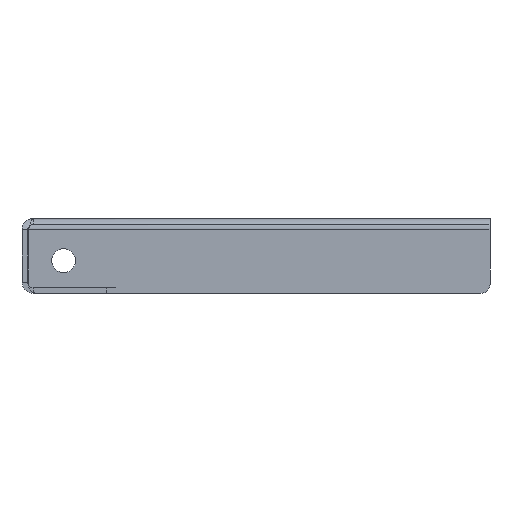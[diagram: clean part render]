
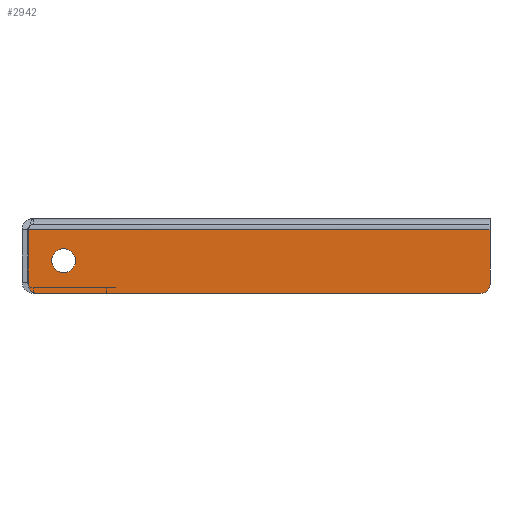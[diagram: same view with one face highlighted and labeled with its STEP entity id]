
A CAD part, front view. The second image highlights one B-rep face of the part: STEP entity #2942.
In plain terms, the highlighted planar face has unit normal (0, -1, 0).
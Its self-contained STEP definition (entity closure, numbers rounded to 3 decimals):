
#73=FACE_BOUND('',#425,.T.);
#94=PLANE('',#3228);
#216=FACE_OUTER_BOUND('',#424,.T.);
#424=EDGE_LOOP('',(#2369,#2370,#2371,#2372,#2373,#2374));
#425=EDGE_LOOP('',(#2375));
#733=LINE('',#5405,#1025);
#735=LINE('',#5410,#1027);
#738=LINE('',#5416,#1030);
#739=LINE('',#5420,#1031);
#1025=VECTOR('',#3871,1000.);
#1027=VECTOR('',#3877,1000.);
#1030=VECTOR('',#3882,1000.);
#1031=VECTOR('',#3885,1000.);
#1166=CIRCLE('',#3142,2.55);
#1227=CIRCLE('',#3229,2.);
#1228=CIRCLE('',#3230,2.);
#1342=VERTEX_POINT('',#4443);
#1488=VERTEX_POINT('',#5253);
#1490=VERTEX_POINT('',#5335);
#1491=VERTEX_POINT('',#5409);
#1493=VERTEX_POINT('',#5415);
#1494=VERTEX_POINT('',#5417);
#1495=VERTEX_POINT('',#5419);
#1616=EDGE_CURVE('',#1342,#1342,#1166,.T.);
#1837=EDGE_CURVE('',#1490,#1488,#733,.T.);
#1839=EDGE_CURVE('',#1491,#1488,#735,.T.);
#1842=EDGE_CURVE('',#1490,#1493,#738,.T.);
#1843=EDGE_CURVE('',#1493,#1494,#1227,.T.);
#1844=EDGE_CURVE('',#1494,#1495,#739,.T.);
#1845=EDGE_CURVE('',#1495,#1491,#1228,.T.);
#2369=ORIENTED_EDGE('',*,*,#1842,.T.);
#2370=ORIENTED_EDGE('',*,*,#1843,.T.);
#2371=ORIENTED_EDGE('',*,*,#1844,.T.);
#2372=ORIENTED_EDGE('',*,*,#1845,.T.);
#2373=ORIENTED_EDGE('',*,*,#1839,.T.);
#2374=ORIENTED_EDGE('',*,*,#1837,.F.);
#2375=ORIENTED_EDGE('',*,*,#1616,.F.);
#2942=ADVANCED_FACE('',(#216,#73),#94,.F.);
#3142=AXIS2_PLACEMENT_3D('',#4445,#3551,#3552);
#3228=AXIS2_PLACEMENT_3D('',#5414,#3880,#3881);
#3229=AXIS2_PLACEMENT_3D('',#5418,#3883,#3884);
#3230=AXIS2_PLACEMENT_3D('',#5421,#3886,#3887);
#3551=DIRECTION('center_axis',(0.,-1.,0.));
#3552=DIRECTION('ref_axis',(0.,0.,-1.));
#3871=DIRECTION('',(1.,0.,0.));
#3877=DIRECTION('',(0.,0.,1.));
#3880=DIRECTION('center_axis',(0.,1.,0.));
#3881=DIRECTION('ref_axis',(0.,0.,1.));
#3882=DIRECTION('',(0.,0.,-1.));
#3883=DIRECTION('center_axis',(0.,-1.,0.));
#3884=DIRECTION('ref_axis',(0.,0.,1.));
#3885=DIRECTION('',(1.,0.,0.));
#3886=DIRECTION('center_axis',(0.,-1.,0.));
#3887=DIRECTION('ref_axis',(0.,0.,1.));
#4443=CARTESIAN_POINT('',(-41.1,-411.,-6.45));
#4445=CARTESIAN_POINT('Origin',(-41.1,-411.,-9.));
#5253=CARTESIAN_POINT('',(50.,-411.,-2.4));
#5335=CARTESIAN_POINT('',(-48.659,-411.,-2.4));
#5405=CARTESIAN_POINT('',(50.,-411.,-2.4));
#5409=CARTESIAN_POINT('',(50.,-411.,-14.));
#5410=CARTESIAN_POINT('',(50.,-411.,0.));
#5414=CARTESIAN_POINT('Origin',(0.,-411.,0.));
#5415=CARTESIAN_POINT('',(-48.659,-411.,-14.));
#5416=CARTESIAN_POINT('',(-48.659,-411.,0.));
#5417=CARTESIAN_POINT('',(-46.659,-411.,-16.));
#5418=CARTESIAN_POINT('Origin',(-46.659,-411.,-14.));
#5419=CARTESIAN_POINT('',(48.,-411.,-16.));
#5420=CARTESIAN_POINT('',(0.,-411.,-16.));
#5421=CARTESIAN_POINT('Origin',(48.,-411.,-14.));
